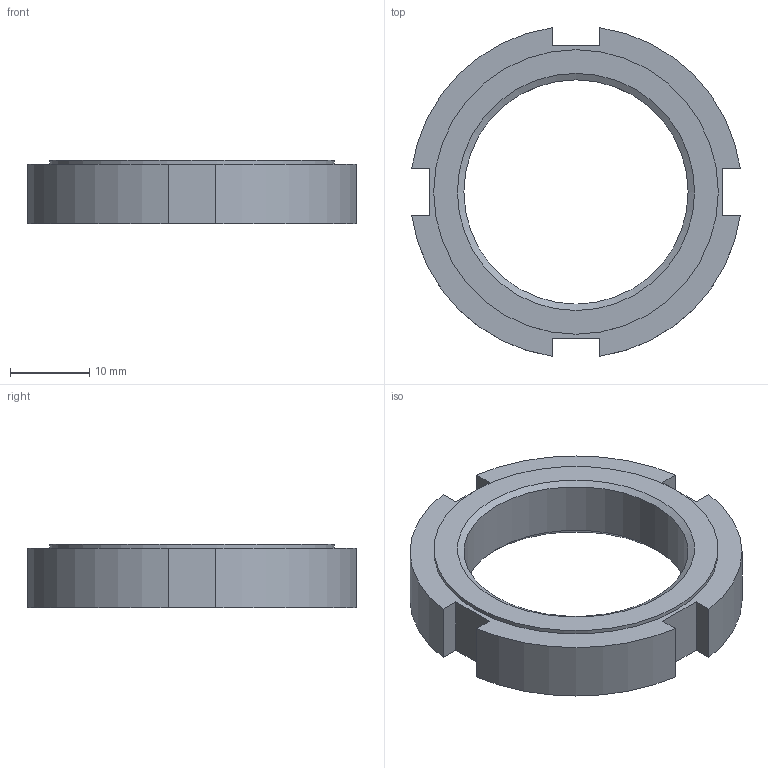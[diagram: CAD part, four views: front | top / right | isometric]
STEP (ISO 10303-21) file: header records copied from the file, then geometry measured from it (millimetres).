
FILE_DESCRIPTION(/* description */ ('STEP AP214'),/* implementation_level */ '2;1');
FILE_NAME(/* name */ '197326_CR-M30X15',/* time_stamp */ '2024-08-08T18:54:19+02:00',/* author */ ('License CC BY-ND 4.0'),/* organization */ ('CADENAS'),/* preprocessor_version */ 'ST-DEVELOPER v19.3',/* originating_system */ 'PARTsolutions',/* authorisation */ ' ');
FILE_SCHEMA (('AUTOMOTIVE_DESIGN {1 0 10303 214 3 1 1}'));
Length unit declared in the file: millimetre
Products named in the file (1): 197326 CR-M30X1,5
Bounding box: 41.57 x 41.57 x 8 mm (x, y, z)
Volume: 5356.2 mm3; surface area: 3213.5 mm2
Topology: 1 solids, 1 shells, 23 faces, 58 edges, 38 vertices
Faces by surface type: plane 15, cylinder 6, cone 2
Full cylindrical faces by diameter (mm): 28.376 x1, 36 x1
Entity records: 704 total; most frequent: DIRECTION 116, CARTESIAN_POINT 116, ORIENTED_EDGE 108, EDGE_CURVE 54, LINE 40, VECTOR 40, VERTEX_POINT 38, AXIS2_PLACEMENT_3D 38
